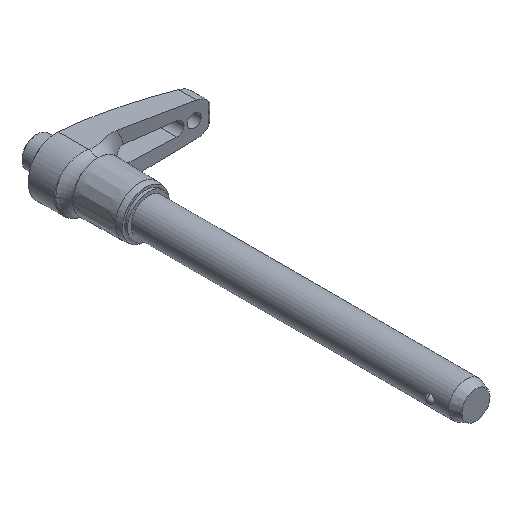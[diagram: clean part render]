
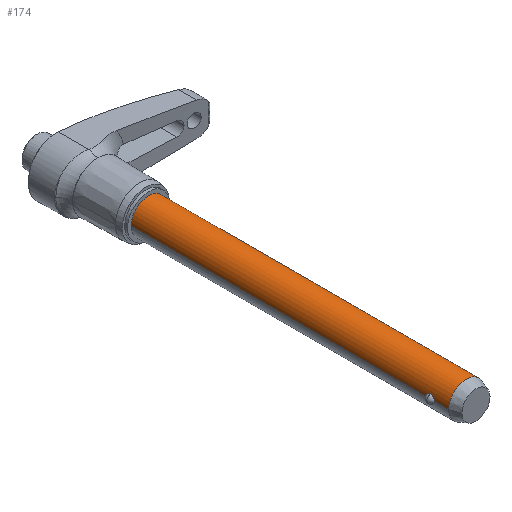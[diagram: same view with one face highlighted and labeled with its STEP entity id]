
A CAD part, isometric view. The second image highlights one B-rep face of the part: STEP entity #174.
In plain terms, the highlighted cylindrical face has radius 6.35 mm (diameter 12.7 mm), a partial arc.
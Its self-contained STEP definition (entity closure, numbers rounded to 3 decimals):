
#174=ADVANCED_FACE('',(#363),#364,.T.);
#363=FACE_OUTER_BOUND('',#561,.T.);
#364=CYLINDRICAL_SURFACE('',#562,6.35);
#561=EDGE_LOOP('',(#1012,#1013,#1014,#1015,#1016,#1017,#1018,#1019,#1020,#1021));
#562=AXIS2_PLACEMENT_3D('',#1022,#1023,#1024);
#1012=ORIENTED_EDGE('',*,*,#1336,.T.);
#1013=ORIENTED_EDGE('',*,*,#1347,.T.);
#1014=ORIENTED_EDGE('',*,*,#1288,.T.);
#1015=ORIENTED_EDGE('',*,*,#1342,.T.);
#1016=ORIENTED_EDGE('',*,*,#1366,.F.);
#1017=ORIENTED_EDGE('',*,*,#1340,.T.);
#1018=ORIENTED_EDGE('',*,*,#1345,.T.);
#1019=ORIENTED_EDGE('',*,*,#1240,.T.);
#1020=ORIENTED_EDGE('',*,*,#1338,.T.);
#1021=ORIENTED_EDGE('',*,*,#1367,.T.);
#1022=CARTESIAN_POINT('',(0.0,-59.182,0.0));
#1023=DIRECTION('',(-0.0,1.0,0.0));
#1024=DIRECTION('',(1.0,0.0,0.0));
#1240=EDGE_CURVE('',#1501,#1504,#1506,.T.);
#1288=EDGE_CURVE('',#1580,#1582,#1584,.T.);
#1336=EDGE_CURVE('',#1640,#1641,#1642,.T.);
#1338=EDGE_CURVE('',#1504,#1643,#1645,.T.);
#1340=EDGE_CURVE('',#1648,#1646,#1649,.T.);
#1342=EDGE_CURVE('',#1582,#1650,#1652,.T.);
#1345=EDGE_CURVE('',#1646,#1501,#1655,.T.);
#1347=EDGE_CURVE('',#1641,#1580,#1657,.T.);
#1366=EDGE_CURVE('',#1648,#1650,#1680,.T.);
#1367=EDGE_CURVE('',#1643,#1640,#1681,.T.);
#1501=VERTEX_POINT('',#2183);
#1504=VERTEX_POINT('',#2186);
#1506=B_SPLINE_CURVE_WITH_KNOTS('',3,(#2201,#2202,#2203,#2204,#2205,#2206,#2207,#2208,#2209,#2210,#2211,#2212,#2213,#2214),.UNSPECIFIED.,.F.,.F.,(4,2,2,2,2,2,4),(0.0,0.507,1.013,1.242,1.471,1.846,2.221),.UNSPECIFIED.);
#1580=VERTEX_POINT('',#2548);
#1582=VERTEX_POINT('',#2550);
#1584=B_SPLINE_CURVE_WITH_KNOTS('',3,(#2565,#2566,#2567,#2568,#2569,#2570,#2571,#2572,#2573,#2574,#2575,#2576,#2577,#2578),.UNSPECIFIED.,.F.,.F.,(4,2,2,2,2,2,4),(4.442,4.948,5.455,5.684,5.912,6.288,6.663),.UNSPECIFIED.);
#1640=VERTEX_POINT('',#2748);
#1641=VERTEX_POINT('',#2749);
#1642=LINE('',#2750,#2751);
#1643=VERTEX_POINT('',#2752);
#1645=LINE('',#2754,#2755);
#1646=VERTEX_POINT('',#2756);
#1648=VERTEX_POINT('',#2771);
#1649=LINE('',#2772,#2773);
#1650=VERTEX_POINT('',#2774);
#1652=LINE('',#2776,#2777);
#1655=B_SPLINE_CURVE_WITH_KNOTS('',3,(#2793,#2794,#2795,#2796,#2797,#2798,#2799,#2800,#2801,#2802,#2803,#2804,#2805,#2806),.UNSPECIFIED.,.F.,.F.,(4,2,2,2,2,2,4),(6.663,7.038,7.413,7.642,7.871,8.377,8.884),.UNSPECIFIED.);
#1657=B_SPLINE_CURVE_WITH_KNOTS('',3,(#2808,#2809,#2810,#2811,#2812,#2813,#2814,#2815,#2816,#2817,#2818,#2819,#2820,#2821),.UNSPECIFIED.,.F.,.F.,(4,2,2,2,2,2,4),(2.221,2.596,2.971,3.2,3.429,3.935,4.442),.UNSPECIFIED.);
#1680=CIRCLE('',#2884,6.35);
#1681=CIRCLE('',#2885,6.35);
#2183=CARTESIAN_POINT('',(-6.172,-108.148,1.495));
#2186=CARTESIAN_POINT('',(-6.35,-109.617,0.));
#2201=CARTESIAN_POINT('',(-6.172,-108.148,1.495));
#2202=CARTESIAN_POINT('',(-6.172,-108.317,1.495));
#2203=CARTESIAN_POINT('',(-6.179,-108.498,1.464));
#2204=CARTESIAN_POINT('',(-6.208,-108.834,1.336));
#2205=CARTESIAN_POINT('',(-6.229,-108.989,1.24));
#2206=CARTESIAN_POINT('',(-6.258,-109.171,1.079));
#2207=CARTESIAN_POINT('',(-6.268,-109.229,1.019));
#2208=CARTESIAN_POINT('',(-6.288,-109.333,0.891));
#2209=CARTESIAN_POINT('',(-6.297,-109.38,0.822));
#2210=CARTESIAN_POINT('',(-6.318,-109.479,0.648));
#2211=CARTESIAN_POINT('',(-6.33,-109.532,0.522));
#2212=CARTESIAN_POINT('',(-6.346,-109.601,0.261));
#2213=CARTESIAN_POINT('',(-6.35,-109.617,0.125));
#2214=CARTESIAN_POINT('',(-6.35,-109.617,0.));
#2548=CARTESIAN_POINT('',(6.172,-108.148,1.495));
#2550=CARTESIAN_POINT('',(6.35,-106.68,0.));
#2565=CARTESIAN_POINT('',(6.172,-108.148,1.495));
#2566=CARTESIAN_POINT('',(6.172,-107.98,1.495));
#2567=CARTESIAN_POINT('',(6.179,-107.799,1.464));
#2568=CARTESIAN_POINT('',(6.208,-107.463,1.336));
#2569=CARTESIAN_POINT('',(6.229,-107.308,1.24));
#2570=CARTESIAN_POINT('',(6.258,-107.126,1.079));
#2571=CARTESIAN_POINT('',(6.268,-107.068,1.019));
#2572=CARTESIAN_POINT('',(6.288,-106.963,0.891));
#2573=CARTESIAN_POINT('',(6.297,-106.917,0.822));
#2574=CARTESIAN_POINT('',(6.318,-106.818,0.648));
#2575=CARTESIAN_POINT('',(6.33,-106.765,0.522));
#2576=CARTESIAN_POINT('',(6.346,-106.696,0.261));
#2577=CARTESIAN_POINT('',(6.35,-106.68,0.125));
#2578=CARTESIAN_POINT('',(6.35,-106.68,0.));
#2748=CARTESIAN_POINT('',(6.35,-114.859,0.0));
#2749=CARTESIAN_POINT('',(6.35,-109.617,0.));
#2750=CARTESIAN_POINT('',(6.35,-59.182,0.));
#2751=VECTOR('',#3148,1.0);
#2752=CARTESIAN_POINT('',(-6.35,-114.859,0.));
#2754=CARTESIAN_POINT('',(-6.35,-59.182,0.));
#2755=VECTOR('',#3152,1.0);
#2756=CARTESIAN_POINT('',(-6.35,-106.68,0.));
#2771=CARTESIAN_POINT('',(-6.35,0.0,0.));
#2772=CARTESIAN_POINT('',(-6.35,-59.182,0.));
#2773=VECTOR('',#3153,1.0);
#2774=CARTESIAN_POINT('',(6.35,0.0,0.0));
#2776=CARTESIAN_POINT('',(6.35,-59.182,0.));
#2777=VECTOR('',#3157,1.0);
#2793=CARTESIAN_POINT('',(-6.35,-106.68,0.));
#2794=CARTESIAN_POINT('',(-6.35,-106.68,0.125));
#2795=CARTESIAN_POINT('',(-6.346,-106.696,0.261));
#2796=CARTESIAN_POINT('',(-6.33,-106.765,0.522));
#2797=CARTESIAN_POINT('',(-6.318,-106.818,0.648));
#2798=CARTESIAN_POINT('',(-6.297,-106.917,0.822));
#2799=CARTESIAN_POINT('',(-6.288,-106.963,0.891));
#2800=CARTESIAN_POINT('',(-6.268,-107.068,1.019));
#2801=CARTESIAN_POINT('',(-6.258,-107.126,1.079));
#2802=CARTESIAN_POINT('',(-6.229,-107.308,1.24));
#2803=CARTESIAN_POINT('',(-6.208,-107.463,1.336));
#2804=CARTESIAN_POINT('',(-6.179,-107.799,1.464));
#2805=CARTESIAN_POINT('',(-6.172,-107.98,1.495));
#2806=CARTESIAN_POINT('',(-6.172,-108.148,1.495));
#2808=CARTESIAN_POINT('',(6.35,-109.617,0.0));
#2809=CARTESIAN_POINT('',(6.35,-109.617,0.125));
#2810=CARTESIAN_POINT('',(6.346,-109.601,0.261));
#2811=CARTESIAN_POINT('',(6.33,-109.532,0.522));
#2812=CARTESIAN_POINT('',(6.318,-109.479,0.648));
#2813=CARTESIAN_POINT('',(6.297,-109.38,0.822));
#2814=CARTESIAN_POINT('',(6.288,-109.333,0.891));
#2815=CARTESIAN_POINT('',(6.268,-109.229,1.019));
#2816=CARTESIAN_POINT('',(6.258,-109.171,1.079));
#2817=CARTESIAN_POINT('',(6.229,-108.989,1.24));
#2818=CARTESIAN_POINT('',(6.208,-108.834,1.336));
#2819=CARTESIAN_POINT('',(6.179,-108.498,1.464));
#2820=CARTESIAN_POINT('',(6.172,-108.317,1.495));
#2821=CARTESIAN_POINT('',(6.172,-108.148,1.495));
#2884=AXIS2_PLACEMENT_3D('',#3177,#3178,#3179);
#2885=AXIS2_PLACEMENT_3D('',#3180,#3181,#3182);
#3148=DIRECTION('',(0.0,1.0,0.0));
#3152=DIRECTION('',(-0.0,-1.0,-0.0));
#3153=DIRECTION('',(-0.0,-1.0,-0.0));
#3157=DIRECTION('',(0.0,1.0,0.0));
#3177=CARTESIAN_POINT('',(0.0,0.0,0.0));
#3178=DIRECTION('',(-0.0,1.0,0.0));
#3179=DIRECTION('',(1.0,0.0,0.0));
#3180=CARTESIAN_POINT('',(0.0,-114.859,0.0));
#3181=DIRECTION('',(0.,1.0,0.0));
#3182=DIRECTION('',(1.0,0.,0.0));
